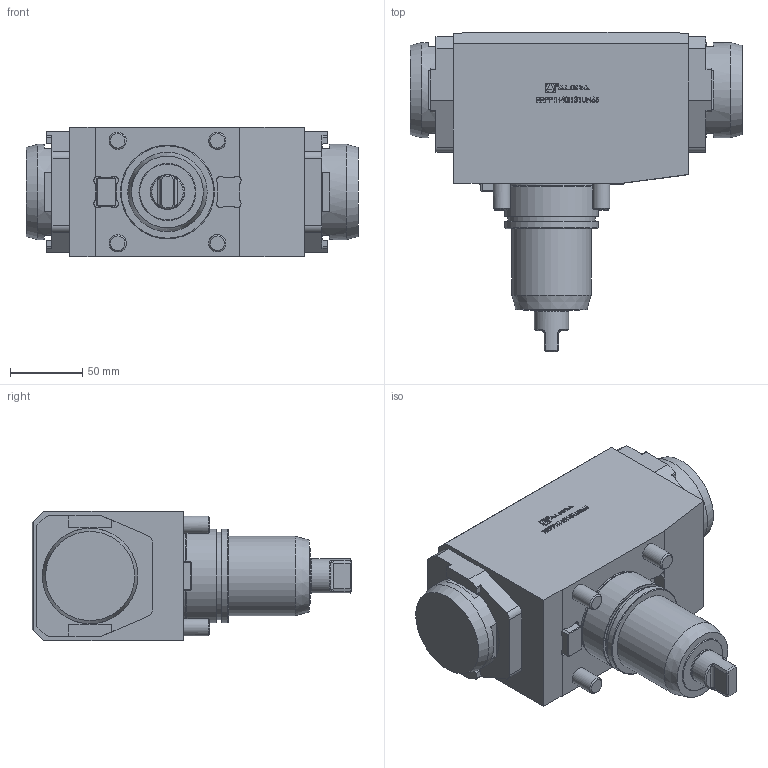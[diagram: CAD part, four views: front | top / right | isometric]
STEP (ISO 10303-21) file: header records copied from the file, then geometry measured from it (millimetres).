
FILE_DESCRIPTION (( 'STEP AP214' ), '1' );
FILE_NAME ('RRPPTH40I131UN65.STEP', '2025-08-02T06:50:34', ( '' ), ( '' ), 'SwSTEP 2.0', 'SolidWorks 2023', '' );
FILE_SCHEMA (( 'AUTOMOTIVE_DESIGN' ));
Length unit declared in the file: millimetre
Products named in the file (1): RRPPTH40I131UN65
Bounding box: 230 x 221.2 x 90 mm (x, y, z)
Volume: 2053763.4 mm3; surface area: 120188.6 mm2
Topology: 1 solids, 1 shells, 524 faces, 1369 edges, 903 vertices
Faces by surface type: plane 349, bspline 78, cylinder 76, cone 17, torus 4
Full cylindrical faces by diameter (mm): 1.7 x1, 2.1 x1, 6.366 x1, 12 x4, 23.7 x1, 55 x1, 60.5 x1, 64.6 x1, 65 x2, 66 x2
Entity records: 23677 total; most frequent: CARTESIAN_POINT 7979, ORIENTED_EDGE 2646, DIRECTION 2206, EDGE_CURVE 1323, LINE 962, VECTOR 962, VERTEX_POINT 891, AXIS2_PLACEMENT_3D 622
